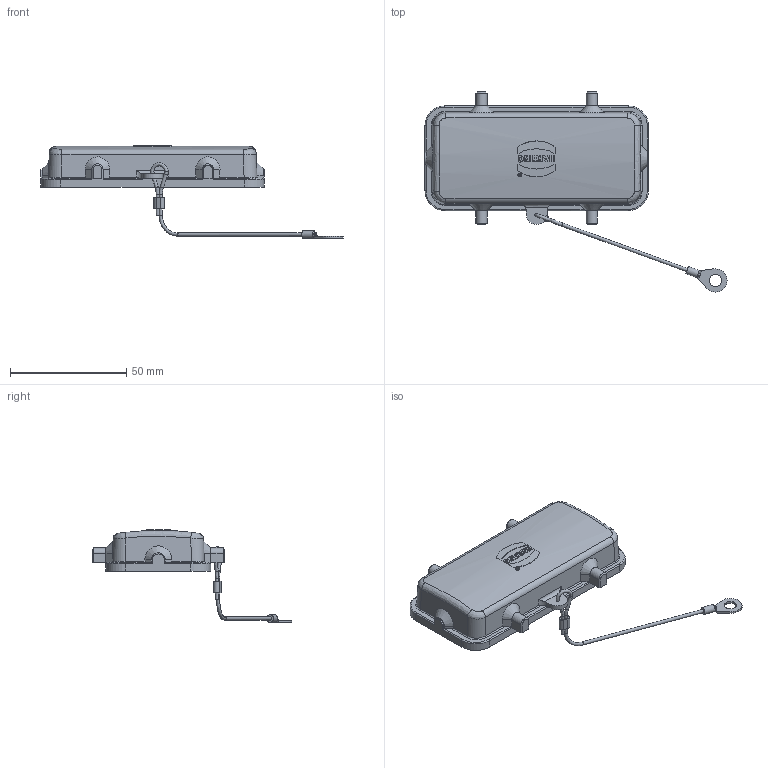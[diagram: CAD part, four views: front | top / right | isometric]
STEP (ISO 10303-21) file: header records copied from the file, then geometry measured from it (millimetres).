
FILE_DESCRIPTION(/* description */ (''),/* implementation_level */ '2;1');
FILE_NAME(/* name */ '100653346ugm000_d.stp',/* time_stamp */ '2021-10-08T15:45:17+02:00',/* author */ (''),/* organization */ (''),/* preprocessor_version */ 'ST-DEVELOPER v16.7',/* originating_system */ 'SIEMENS PLM Software NX 1911',/* authorisation */ '');
FILE_SCHEMA (('AUTOMOTIVE_DESIGN { 1 0 10303 214 3 1 1 1 }'));
Length unit declared in the file: millimetre
Products named in the file (1): 100653346ugm000_d
Bounding box: 129.95 x 85.99 x 39.8 mm (x, y, z)
Volume: 15296.7 mm3; surface area: 17006.1 mm2
Topology: 1 solids, 1 shells, 324 faces, 809 edges, 511 vertices
Faces by surface type: plane 170, cylinder 87, bspline 38, cone 18, torus 8, extrusion 3
Full cylindrical faces by diameter (mm): 1.12 x1, 1.6 x1, 3.2 x1, 5.3 x1
Entity records: 11788 total; most frequent: CARTESIAN_POINT 3329, ORIENTED_EDGE 1568, DIRECTION 1520, EDGE_CURVE 784, AXIS2_PLACEMENT_3D 537, VERTEX_POINT 504, VECTOR 446, LINE 443
